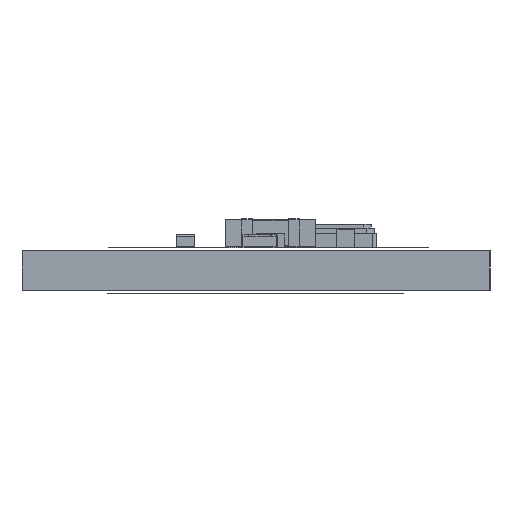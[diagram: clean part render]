
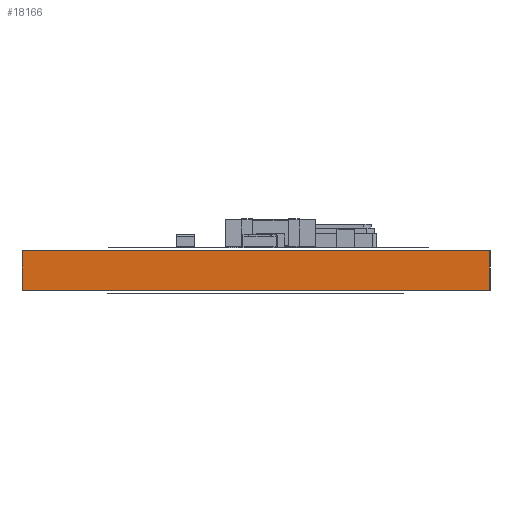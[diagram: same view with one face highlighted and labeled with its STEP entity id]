
A CAD part, left-side view. The second image highlights one B-rep face of the part: STEP entity #18166.
In plain terms, the highlighted planar face has unit normal (-1, 0, 0).
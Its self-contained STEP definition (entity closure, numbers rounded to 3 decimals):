
#17247 = VERTEX_POINT('',#17248);
#17248 = CARTESIAN_POINT('',(-9.,6.5,0.));
#17254 = EDGE_CURVE('',#17255,#17247,#17257,.T.);
#17255 = VERTEX_POINT('',#17256);
#17256 = CARTESIAN_POINT('',(-9.,-6.5,0.));
#17257 = LINE('',#17258,#17259);
#17258 = CARTESIAN_POINT('',(-9.,-6.5,0.));
#17259 = VECTOR('',#17260,1.);
#17260 = DIRECTION('',(0.,1.,0.));
#17719 = VERTEX_POINT('',#17720);
#17720 = CARTESIAN_POINT('',(-9.,6.5,1.11));
#17726 = EDGE_CURVE('',#17727,#17719,#17729,.T.);
#17727 = VERTEX_POINT('',#17728);
#17728 = CARTESIAN_POINT('',(-9.,-6.5,1.11));
#17729 = LINE('',#17730,#17731);
#17730 = CARTESIAN_POINT('',(-9.,-6.5,1.11));
#17731 = VECTOR('',#17732,1.);
#17732 = DIRECTION('',(0.,1.,0.));
#18156 = EDGE_CURVE('',#17255,#17727,#18157,.T.);
#18157 = LINE('',#18158,#18159);
#18158 = CARTESIAN_POINT('',(-9.,-6.5,0.));
#18159 = VECTOR('',#18160,1.);
#18160 = DIRECTION('',(0.,0.,1.));
#18166 = ADVANCED_FACE('',(#18167),#18178,.T.);
#18167 = FACE_BOUND('',#18168,.T.);
#18168 = EDGE_LOOP('',(#18169,#18170,#18171,#18177));
#18169 = ORIENTED_EDGE('',*,*,#18156,.T.);
#18170 = ORIENTED_EDGE('',*,*,#17726,.T.);
#18171 = ORIENTED_EDGE('',*,*,#18172,.F.);
#18172 = EDGE_CURVE('',#17247,#17719,#18173,.T.);
#18173 = LINE('',#18174,#18175);
#18174 = CARTESIAN_POINT('',(-9.,6.5,0.));
#18175 = VECTOR('',#18176,1.);
#18176 = DIRECTION('',(0.,0.,1.));
#18177 = ORIENTED_EDGE('',*,*,#17254,.F.);
#18178 = PLANE('',#18179);
#18179 = AXIS2_PLACEMENT_3D('',#18180,#18181,#18182);
#18180 = CARTESIAN_POINT('',(-9.,-6.5,0.));
#18181 = DIRECTION('',(-1.,0.,0.));
#18182 = DIRECTION('',(0.,1.,0.));
